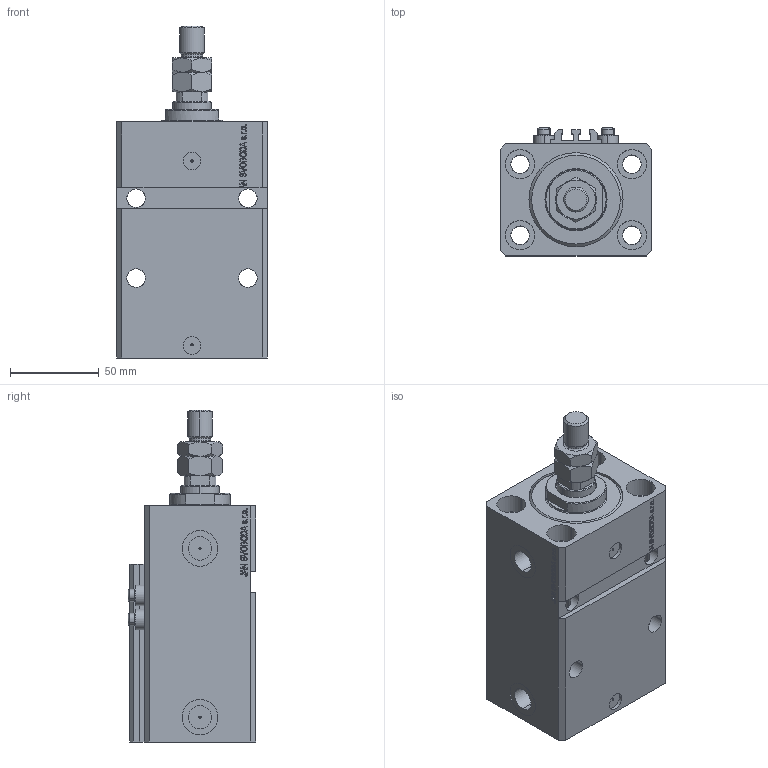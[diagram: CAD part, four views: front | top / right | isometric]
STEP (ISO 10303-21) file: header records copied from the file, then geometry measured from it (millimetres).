
FILE_DESCRIPTION (( 'STEP AP203' ), '1' );
FILE_NAME ('080e.STEP', '2023-10-07T14:06:36', ( '' ), ( '' ), 'SwSTEP 2.0', 'SolidWorks 2019', '' );
FILE_SCHEMA (( 'CONFIG_CONTROL_DESIGN' ));
Length unit declared in the file: millimetre
Products named in the file (6): V250CE_E_Body 411aebc0ead3efb91f1182ebdcf1c946; 080e; ALLEN BOLT V250CE 411aebc0ead3efb91f1182ebdcf1c946; V250CE_VC_E 411aebc0ead3efb91f1182ebdcf1c946; MTA 411aebc0ead3efb91f1182ebdcf1c946; V250CE_C_VCP 411aebc0ead3efb91f1182ebdcf1c946
Assembly tree (8 placements, depth 2):
  080e
    V250CE_E_Body 411aebc0ead3efb91f1182ebdcf1c946
    ALLEN BOLT V250CE 411aebc0ead3efb91f1182ebdcf1c946  x4
    V250CE_C_VCP 411aebc0ead3efb91f1182ebdcf1c946
    V250CE_VC_E 411aebc0ead3efb91f1182ebdcf1c946
    MTA 411aebc0ead3efb91f1182ebdcf1c946
Bounding box: 85 x 72 x 187 mm (x, y, z)
Volume: 605959.2 mm3; surface area: 130690.7 mm2
Topology: 9 solids, 9 shells, 1172 faces, 2911 edges, 1867 vertices
Faces by surface type: plane 554, bspline 356, cylinder 162, cone 84, torus 16
Entity records: 50220 total; most frequent: CARTESIAN_POINT 25676, ORIENTED_EDGE 5512, DIRECTION 3718, EDGE_CURVE 2756, VERTEX_POINT 1783, LINE 1636, VECTOR 1636, EDGE_LOOP 1241
